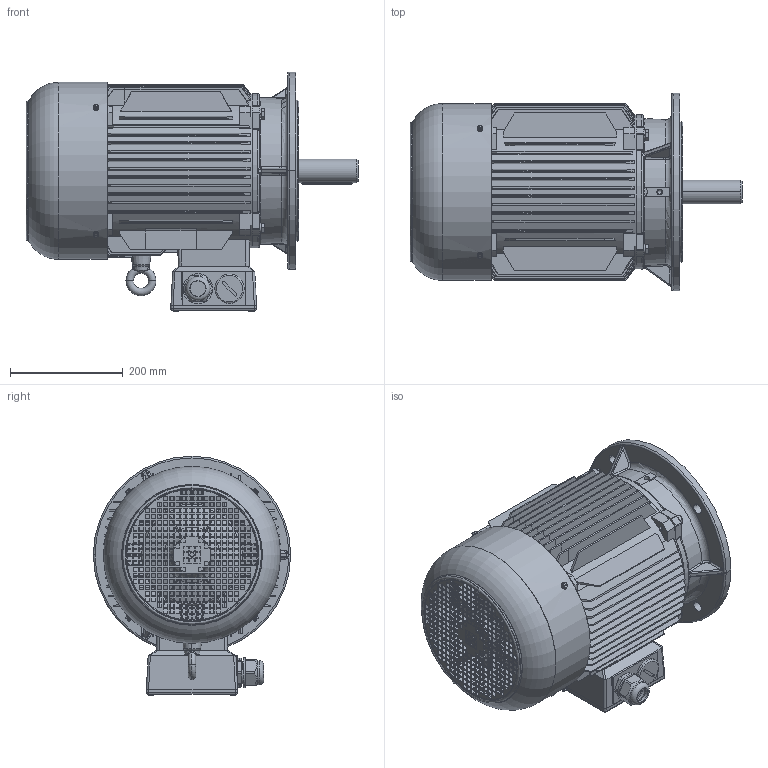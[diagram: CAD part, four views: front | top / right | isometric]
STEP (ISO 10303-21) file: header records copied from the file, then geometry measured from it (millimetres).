
FILE_DESCRIPTION(/* description */ (''),/* implementation_level */ '2;1');
FILE_NAME(/* name */ 'JM3-160M-B5(top).stp',/* time_stamp */ '2015-09-25T13:39:04+08:00',/* author */ (''),/* organization */ (''),/* preprocessor_version */ 'ST-DEVELOPER v14',/* originating_system */ 'SIEMENS PLM Software NX 8.0',/* authorisation */ '');
FILE_SCHEMA (('AUTOMOTIVE_DESIGN { 1 0 10303 214 3 1 1 1 }'));
Length unit declared in the file: millimetre
Products named in the file (1): jl1B5854E77x17
Bounding box: 589 x 350 x 425 mm (x, y, z)
Volume: 8151229 mm3; surface area: 2523688.5 mm2
Topology: 60 solids, 60 shells, 4261 faces, 11243 edges, 7232 vertices
Faces by surface type: plane 2345, cylinder 929, torus 350, bspline 312, cone 308, sphere 17
Full cylindrical faces by diameter (mm): 2 x1, 4.48 x8, 5 x8, 5.3 x4, 5.35 x8, 6 x8, 7 x8, 8 x1, 9.026 x8, 10 x15, 11.2 x8, 16 x1, 27.5 x1, 32.5 x3, 37.5 x5, 38.2 x1, 38.75 x6, 40 x7, 41.25 x6, 43.125 x1, 52 x1, 53.125 x1, 65 x1, 66 x1, 235 x1, 311 x1, 314 x1
Entity records: 150626 total; most frequent: CARTESIAN_POINT 45222, ORIENTED_EDGE 21784, DIRECTION 19822, EDGE_CURVE 10892, VERTEX_POINT 7119, AXIS2_PLACEMENT_3D 6660, LINE 6502, VECTOR 6502
